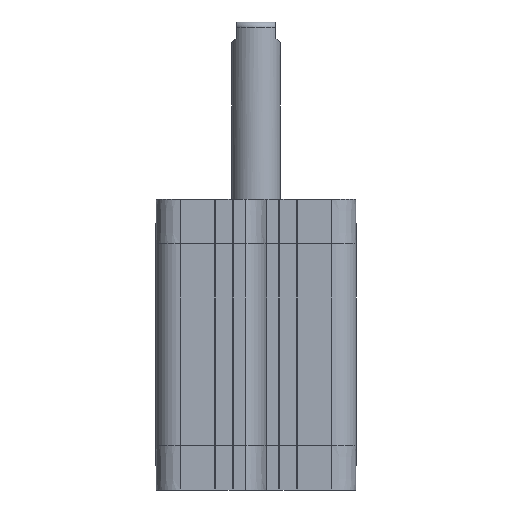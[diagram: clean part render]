
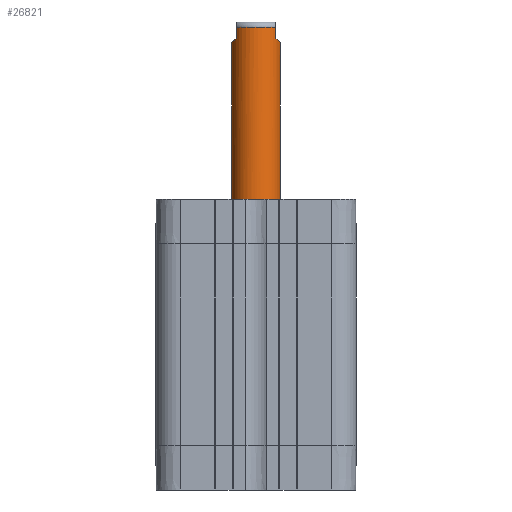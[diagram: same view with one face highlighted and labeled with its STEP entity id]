
A CAD part, front view. The second image highlights one B-rep face of the part: STEP entity #26821.
In plain terms, the highlighted cylindrical face has radius 8 mm (diameter 16 mm), a full revolution.
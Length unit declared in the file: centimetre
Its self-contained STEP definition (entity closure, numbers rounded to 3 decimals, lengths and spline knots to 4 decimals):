
#63=ELLIPSE($,#27829,1.1314,0.8);
#64=ELLIPSE($,#27831,1.1314,0.8);
#265=CIRCLE($,#27834,0.8);
#266=CIRCLE($,#27835,0.8);
#271=CIRCLE($,#27845,0.8);
#651=CYLINDRICAL_SURFACE($,#27846,0.8);
#834=FACE_BOUND($,#3989,.T.);
#2414=FACE_OUTER_BOUND($,#3988,.T.);
#3988=EDGE_LOOP($,(#22202,#22203,#22204,#22205,#22206,#22207,#22208,#22209));
#3989=EDGE_LOOP($,(#22210));
#5939=LINE($,#50338,#7942);
#5941=LINE($,#50342,#7944);
#5943=LINE($,#50377,#7946);
#5944=LINE($,#50404,#7947);
#7942=VECTOR($,#30646,0.36);
#7944=VECTOR($,#30648,0.36);
#7946=VECTOR($,#30660,0.36);
#7947=VECTOR($,#30661,0.36);
#11984=VERTEX_POINT($,#50336);
#11985=VERTEX_POINT($,#50337);
#11986=VERTEX_POINT($,#50339);
#11987=VERTEX_POINT($,#50341);
#11989=VERTEX_POINT($,#50371);
#11990=VERTEX_POINT($,#50372);
#11991=VERTEX_POINT($,#50376);
#11993=VERTEX_POINT($,#50391);
#11998=VERTEX_POINT($,#50421);
#15554=EDGE_CURVE($,#11984,#11985,#5939,.T.);
#15556=EDGE_CURVE($,#11987,#11986,#5941,.T.);
#15559=EDGE_CURVE($,#11986,#11984,#63,.T.);
#15560=EDGE_CURVE($,#11989,#11990,#64,.T.);
#15562=EDGE_CURVE($,#11991,#11989,#5943,.T.);
#15565=EDGE_CURVE($,#11990,#11993,#5944,.T.);
#15566=EDGE_CURVE($,#11993,#11987,#265,.T.);
#15567=EDGE_CURVE($,#11985,#11991,#266,.T.);
#15572=EDGE_CURVE($,#11998,#11998,#271,.T.);
#22202=ORIENTED_EDGE($,*,*,#15554,.T.);
#22203=ORIENTED_EDGE($,*,*,#15567,.T.);
#22204=ORIENTED_EDGE($,*,*,#15562,.T.);
#22205=ORIENTED_EDGE($,*,*,#15560,.T.);
#22206=ORIENTED_EDGE($,*,*,#15565,.T.);
#22207=ORIENTED_EDGE($,*,*,#15566,.T.);
#22208=ORIENTED_EDGE($,*,*,#15556,.T.);
#22209=ORIENTED_EDGE($,*,*,#15559,.T.);
#22210=ORIENTED_EDGE($,*,*,#15572,.F.);
#26821=ADVANCED_FACE($,(#2414,#834),#651,.T.);
#27829=AXIS2_PLACEMENT_3D($,#50369,#30651,#30652);
#27831=AXIS2_PLACEMENT_3D($,#50373,#30655,#30656);
#27834=AXIS2_PLACEMENT_3D($,#50406,#30664,#30665);
#27835=AXIS2_PLACEMENT_3D($,#50407,#30666,#30667);
#27845=AXIS2_PLACEMENT_3D($,#50422,#30686,#30687);
#27846=AXIS2_PLACEMENT_3D($,#50423,#30688,#30689);
#30646=DIRECTION($,(0.,0.,1.));
#30648=DIRECTION($,(0.,0.,-1.));
#30651=DIRECTION('center_axis',(-0.707,0.,
-0.707));
#30652=DIRECTION('ref_axis',(0.707,0.,-0.707));
#30655=DIRECTION('center_axis',(0.707,0.,
-0.707));
#30656=DIRECTION('ref_axis',(0.707,0.,0.707));
#30660=DIRECTION($,(0.,0.,-1.));
#30661=DIRECTION($,(0.,0.,1.));
#30664=DIRECTION('center_axis',(0.,0.,-1.));
#30665=DIRECTION('ref_axis',(0.,1.,0.));
#30666=DIRECTION('center_axis',(0.,0.,-1.));
#30667=DIRECTION('ref_axis',(0.,1.,0.));
#30686=DIRECTION('center_axis',(0.,0.,-1.));
#30687=DIRECTION('ref_axis',(0.,-1.,0.));
#30688=DIRECTION('center_axis',(0.,0.,-1.));
#30689=DIRECTION('ref_axis',(0.,1.,0.));
#50336=CARTESIAN_POINT('',(0.65,-0.4664,6.77));
#50337=CARTESIAN_POINT('',(0.65,-0.4664,7.13));
#50338=CARTESIAN_POINT($,(0.65,-0.4664,6.77));
#50339=CARTESIAN_POINT('',(0.65,0.4664,6.77));
#50341=CARTESIAN_POINT('',(0.65,0.4664,7.13));
#50342=CARTESIAN_POINT($,(0.65,0.4664,7.13));
#50369=CARTESIAN_POINT('Origin',(0.,0.,7.42));
#50371=CARTESIAN_POINT('',(-0.65,-0.4664,6.77));
#50372=CARTESIAN_POINT('',(-0.65,0.4664,6.77));
#50373=CARTESIAN_POINT('Origin',(0.,0.,7.42));
#50376=CARTESIAN_POINT('',(-0.65,-0.4664,7.13));
#50377=CARTESIAN_POINT($,(-0.65,-0.4664,7.13));
#50391=CARTESIAN_POINT('',(-0.65,0.4664,7.13));
#50404=CARTESIAN_POINT($,(-0.65,0.4664,6.77));
#50406=CARTESIAN_POINT('Origin',(0.,0.,7.13));
#50407=CARTESIAN_POINT('Origin',(0.,0.,7.13));
#50421=CARTESIAN_POINT('',(0.,0.8,-0.17));
#50422=CARTESIAN_POINT('Origin',(0.,0.,
-0.17));
#50423=CARTESIAN_POINT('Origin',(0.,0.,20.965));
